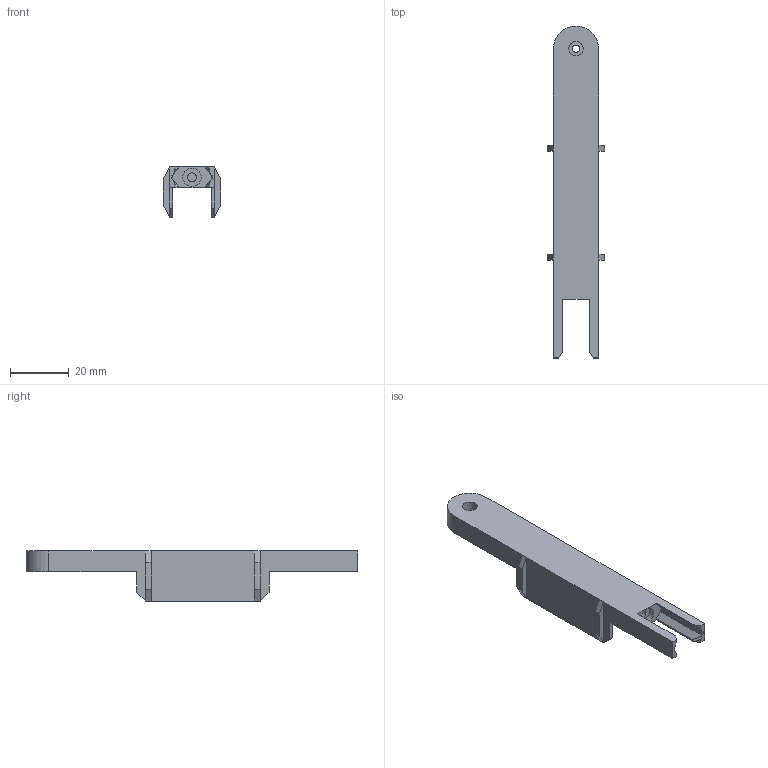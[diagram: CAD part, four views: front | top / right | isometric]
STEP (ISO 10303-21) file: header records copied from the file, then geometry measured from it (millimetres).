
FILE_DESCRIPTION(/* description */ (''),/* implementation_level */ '2;1');
FILE_NAME(/* name */ 'Arm_v2-longer-with-wiper.step',/* time_stamp */ '2022-03-09T14:14:13+01:00',/* author */ (''),/* organization */ (''),/* preprocessor_version */ 'ST-DEVELOPER v18.1',/* originating_system */ 'Autodesk Translation Framework v10.13.0.1454',/* authorisation */ '');
FILE_SCHEMA (('AUTOMOTIVE_DESIGN { 1 0 10303 214 3 1 1 }'));
Length unit declared in the file: millimetre
Products named in the file (1): (Unsaved)
Bounding box: 19.4 x 112.7 x 17 mm (x, y, z)
Volume: 11180.1 mm3; surface area: 7733.2 mm2
Topology: 1 solids, 1 shells, 194 faces, 510 edges, 334 vertices
Faces by surface type: plane 147, bspline 41, cylinder 6
Full cylindrical faces by diameter (mm): 2.5 x1, 3 x1, 4.75 x1, 4.95 x1, 6.25 x1
Entity records: 7795 total; most frequent: CARTESIAN_POINT 3258, ORIENTED_EDGE 1020, DIRECTION 740, EDGE_CURVE 510, LINE 408, VECTOR 408, VERTEX_POINT 334, EDGE_LOOP 212
